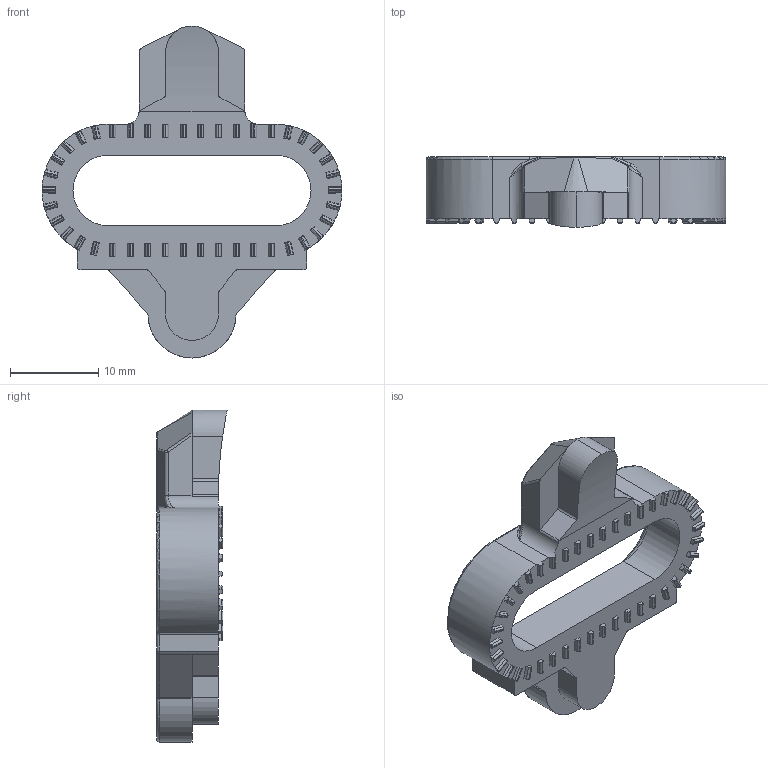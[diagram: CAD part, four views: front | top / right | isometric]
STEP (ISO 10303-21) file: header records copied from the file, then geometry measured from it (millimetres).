
FILE_DESCRIPTION (( 'STEP AP214' ), '1' );
FILE_NAME ('ShimanoSPDCleat.STEP', '2015-07-21T19:50:15', ( '' ), ( '' ), 'SwSTEP 2.0', 'SolidWorks 2014', '' );
FILE_SCHEMA (( 'AUTOMOTIVE_DESIGN' ));
Length unit declared in the file: millimetre
Products named in the file (1): ShimanoSPDCleat
Bounding box: 34 x 8 x 37.65 mm (x, y, z)
Volume: 3085 mm3; surface area: 2353.9 mm2
Topology: 1 solids, 1 shells, 401 faces, 1096 edges, 704 vertices
Faces by surface type: plane 238, cylinder 136, bspline 15, torus 7, sphere 4, cone 1
Entity records: 12930 total; most frequent: CARTESIAN_POINT 2877, ORIENTED_EDGE 2168, DIRECTION 2041, EDGE_CURVE 1084, VERTEX_POINT 704, LINE 693, VECTOR 693, AXIS2_PLACEMENT_3D 674
